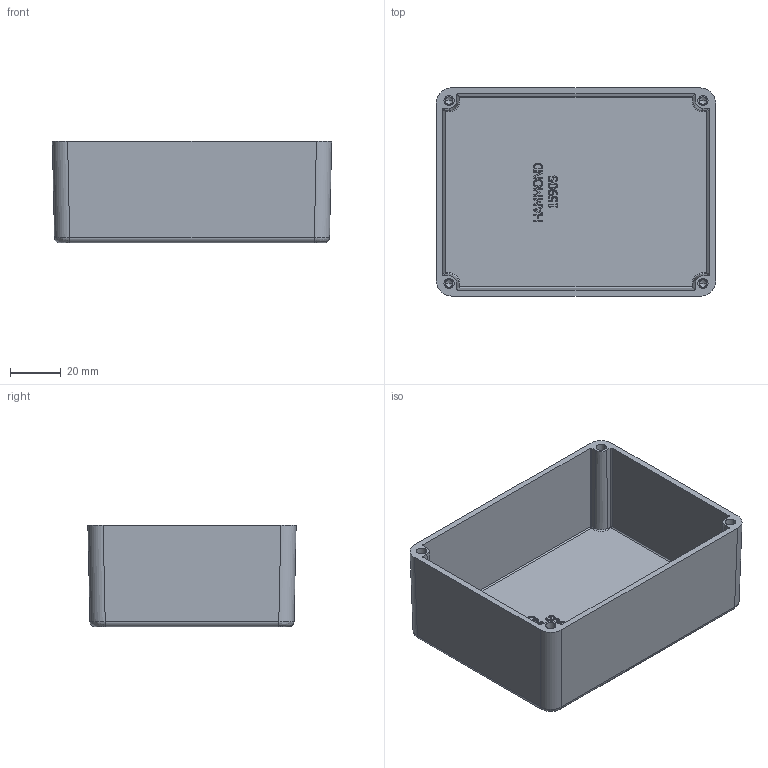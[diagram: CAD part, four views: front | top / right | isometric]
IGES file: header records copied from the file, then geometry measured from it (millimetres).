
Global section: file name: No Iges File Name specified; native system: AutoDesk Inventor R12.0; preprocessor: AutoDesk Inventor Iges Exporter R12.0; author: No Author specified; organization: No Organization specified; date: 20080506.093056; units: millimetre
Bounding box: 110.1 x 82.1 x 40 mm (x, y, z)
Volume: 57604.5 mm3; surface area: 45753.1 mm2
Topology: 1 solids, 1 shells, 283 faces, 737 edges, 466 vertices
Faces by surface type: bspline 127, plane 124, revolution 20, cylinder 8, cone 4
